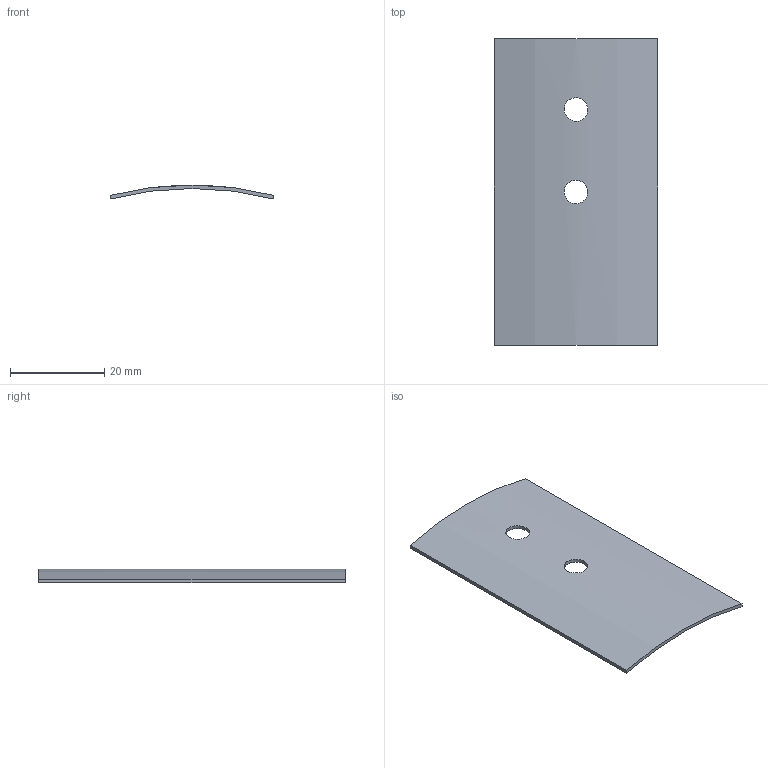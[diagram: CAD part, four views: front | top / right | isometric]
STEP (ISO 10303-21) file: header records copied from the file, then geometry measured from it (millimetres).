
FILE_DESCRIPTION (( 'STEP AP214' ), '1' );
FILE_NAME ('Flap.STEP', '2024-01-18T23:04:24', ( '' ), ( '' ), 'SwSTEP 2.0', 'SolidWorks 2023', '' );
FILE_SCHEMA (( 'AUTOMOTIVE_DESIGN' ));
Length unit declared in the file: millimetre
Products named in the file (1): Flap
Bounding box: 34.62 x 65 x 2.97 mm (x, y, z)
Volume: 1676.6 mm3; surface area: 4647.7 mm2
Topology: 1 solids, 1 shells, 10 faces, 24 edges, 16 vertices
Faces by surface type: cylinder 6, plane 4
Entity records: 555 total; most frequent: CARTESIAN_POINT 299, ORIENTED_EDGE 48, DIRECTION 42, EDGE_CURVE 24, VERTEX_POINT 16, AXIS2_PLACEMENT_3D 15, EDGE_LOOP 14, VECTOR 12
